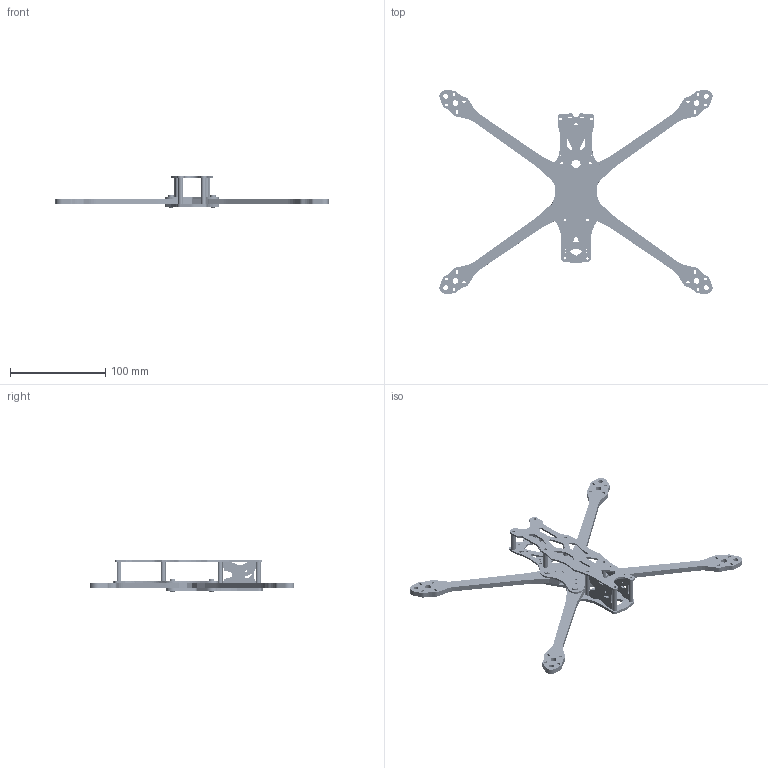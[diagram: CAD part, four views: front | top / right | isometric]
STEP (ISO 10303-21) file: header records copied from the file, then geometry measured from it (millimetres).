
FILE_DESCRIPTION(('FreeCAD Model'),'2;1');
FILE_NAME('Open CASCADE Shape Model','2025-04-26T22:46:25',('FreeCAD'),( 'FreeCAD'),'Open CASCADE STEP processor 7.6','FreeCAD','Unknown');
FILE_SCHEMA(('AUTOMOTIVE_DESIGN { 1 0 10303 214 1 1 1 1 }'));
Products named in the file (1): Open CASCADE STEP translator 7.6 1
Bounding box: 286.43 x 213.5 x 34 mm (x, y, z)
Volume: 84680.4 mm3; surface area: 68882.1 mm2
Topology: 26 solids, 26 shells, 2315 faces, 6733 edges, 4484 vertices
Faces by surface type: cylinder 1872, plane 383, bspline 48, cone 12
Full cylindrical faces by diameter (mm): 2 x10, 2.537 x65, 2.671 x256, 2.938 x120, 3 x44, 3.07 x204, 4.5 x8, 5 x12, 6 x8
Entity records: 162450 total; most frequent: CARTESIAN_POINT 106452, ORIENTED_EDGE 13466, DIRECTION 8902, EDGE_CURVE 6733, VERTEX_POINT 4484, B_SPLINE_CURVE_WITH_KNOTS 3153, AXIS2_PLACEMENT_3D 3054, LINE 2794
